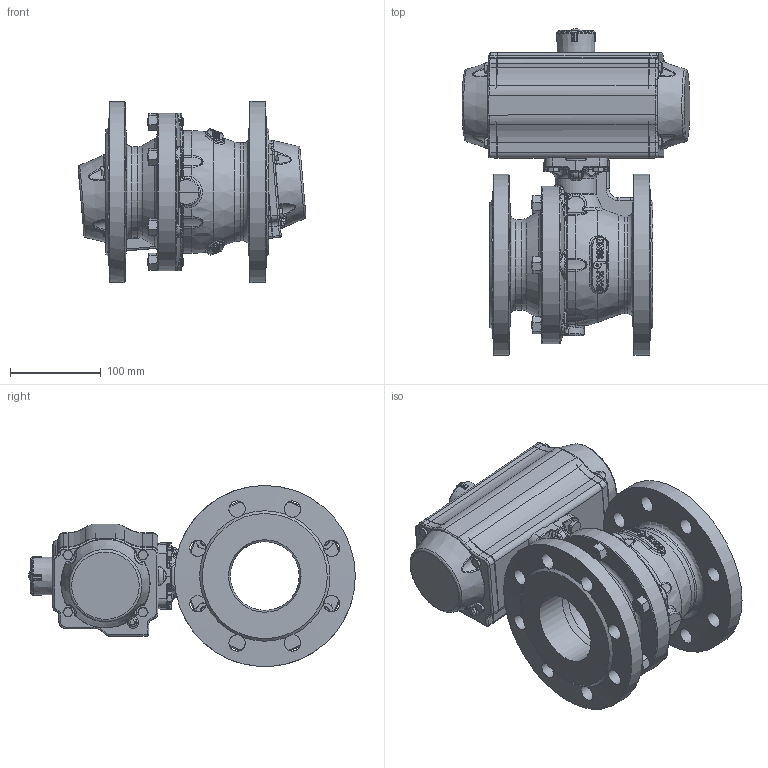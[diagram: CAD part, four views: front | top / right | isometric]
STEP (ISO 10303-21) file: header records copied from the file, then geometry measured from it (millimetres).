
FILE_DESCRIPTION(/* description */ ('Unknown','CAx-IF Rec.Pracs.---Representation and Presentation of Product Manufacturing Information (PMI)---4.0---2014-10-13','CAx-IF Rec.Pracs.---3D Tessellated Geometry---0.4---2014-09-14','2;1'),/* implementation_level */ '2;1');
FILE_NAME(/* name */ 'DW05 0919-11',/* time_stamp */ '2023-09-04T11:21:07+02:00',/* author */ ('Unknown'),/* organization */ ('Unknown'),/* preprocessor_version */ 'ST-DEVELOPER v18.102',/* originating_system */ 'Solid Edge',/* authorisation */ 'Unknown');
FILE_SCHEMA (('AP242_MANAGED_MODEL_BASED_3D_ENGINEERING_MIM_LF { 1 0 10303 442 1 1 4 }'));
Products named in the file (11): DW05 0919-11; DW05_FR04_(DW110_FR81); ____; ________(___________; _____________; ______; hexagon head bolts--product grade c gb_GB_FASTENER_BOLT_HHBC M6X30-N; cup head nib bolts with large head gb_GB_FASTENER_BOLT_CHNBW M6X25-N; KP-88; 4.170.080; DIN933_M8x25
Assembly tree (22 placements, depth 4):
  DW05 0919-11
    DW05_FR04_(DW110_FR81)
      ____
        ________(___________  x2
        _____________  x2
        ______
      hexagon head bolts--product grade c gb_GB_FASTENER_BOLT_HHBC M6X30-N  x8
      cup head nib bolts with large head gb_GB_FASTENER_BOLT_CHNBW M6X25-N
      KP-88
    4.170.080
    DIN933_M8x25  x4
Bounding box: 251.58 x 360.81 x 200 mm (x, y, z)
Volume: 4775994.7 mm3; surface area: 425618.4 mm2
Topology: 20 solids, 21 shells, 2223 faces, 5579 edges, 3401 vertices
Faces by surface type: plane 641, bspline 580, cylinder 509, cone 314, torus 153, sphere 26
Full cylindrical faces by diameter (mm): 2.952 x1, 3 x16, 3.3 x10, 4.2 x4, 4.66 x1, 5 x17, 6 x9, 6.2 x1, 6.8 x4, 8 x4, 8.8 x2, 9 x4, 10 x12, 11 x6, 18 x16, 22.5 x1, 24 x1, 24.6 x1, 24.8 x1, 25 x1, 35.2 x1, 35.9 x1, 38.5 x1, 76 x1, 80 x2, 100 x1, 174 x1, 200 x2
Entity records: 81621 total; most frequent: CARTESIAN_POINT 40804, ORIENTED_EDGE 9052, DIRECTION 7374, EDGE_CURVE 4526, AXIS2_PLACEMENT_3D 3047, VERTEX_POINT 2890, FACE_BOUND 2210, EDGE_LOOP 2186
